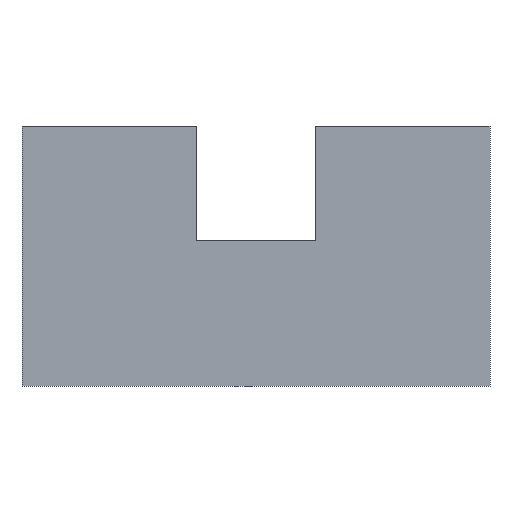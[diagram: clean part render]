
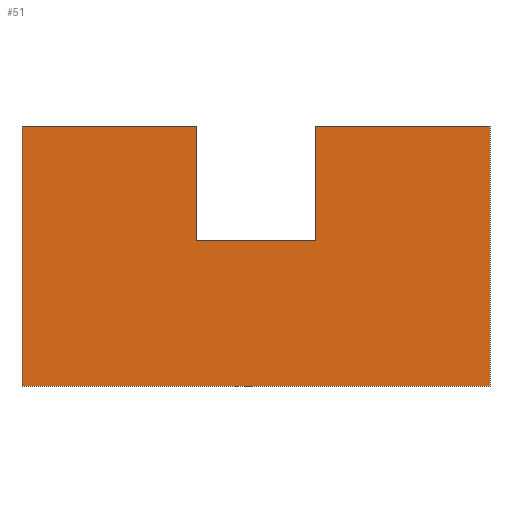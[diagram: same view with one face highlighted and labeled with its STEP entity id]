
A CAD part, front view. The second image highlights one B-rep face of the part: STEP entity #51.
In plain terms, the highlighted planar face has unit normal (0, -1, 0).
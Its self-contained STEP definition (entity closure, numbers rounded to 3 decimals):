
#51=ADVANCED_FACE('',(#97),#98,.T.);
#97=FACE_OUTER_BOUND('',#135,.T.);
#98=PLANE('',#136);
#135=EDGE_LOOP('',(#207,#208,#209,#210,#211,#212,#213,#214));
#136=AXIS2_PLACEMENT_3D('',#215,#216,#217);
#207=ORIENTED_EDGE('',*,*,#232,.F.);
#208=ORIENTED_EDGE('',*,*,#261,.F.);
#209=ORIENTED_EDGE('',*,*,#257,.F.);
#210=ORIENTED_EDGE('',*,*,#253,.F.);
#211=ORIENTED_EDGE('',*,*,#249,.F.);
#212=ORIENTED_EDGE('',*,*,#245,.F.);
#213=ORIENTED_EDGE('',*,*,#241,.F.);
#214=ORIENTED_EDGE('',*,*,#237,.F.);
#215=CARTESIAN_POINT('',(0.,0.0,12.67));
#216=DIRECTION('',(0.0,-1.0,0.0));
#217=DIRECTION('',(1.0,0.0,0.0));
#232=EDGE_CURVE('',#267,#268,#269,.T.);
#237=EDGE_CURVE('',#268,#276,#277,.T.);
#241=EDGE_CURVE('',#276,#282,#283,.T.);
#245=EDGE_CURVE('',#282,#288,#289,.T.);
#249=EDGE_CURVE('',#288,#294,#295,.T.);
#253=EDGE_CURVE('',#294,#300,#301,.T.);
#257=EDGE_CURVE('',#300,#306,#307,.T.);
#261=EDGE_CURVE('',#306,#267,#312,.T.);
#267=VERTEX_POINT('',#318);
#268=VERTEX_POINT('',#319);
#269=LINE('',#320,#321);
#276=VERTEX_POINT('',#331);
#277=LINE('',#332,#333);
#282=VERTEX_POINT('',#340);
#283=LINE('',#341,#342);
#288=VERTEX_POINT('',#349);
#289=LINE('',#350,#351);
#294=VERTEX_POINT('',#358);
#295=LINE('',#359,#360);
#300=VERTEX_POINT('',#367);
#301=LINE('',#368,#369);
#306=VERTEX_POINT('',#376);
#307=LINE('',#377,#378);
#312=LINE('',#385,#386);
#318=CARTESIAN_POINT('',(5.75,0.0,14.0));
#319=CARTESIAN_POINT('',(5.75,0.0,25.0));
#320=CARTESIAN_POINT('',(5.75,0.0,14.0));
#321=VECTOR('',#392,1.0);
#331=CARTESIAN_POINT('',(22.5,0.0,25.0));
#332=CARTESIAN_POINT('',(5.75,0.0,25.0));
#333=VECTOR('',#396,1.0);
#340=CARTESIAN_POINT('',(22.5,0.0,0.0));
#341=CARTESIAN_POINT('',(22.5,0.0,25.0));
#342=VECTOR('',#399,1.0);
#349=CARTESIAN_POINT('',(-22.5,0.0,0.0));
#350=CARTESIAN_POINT('',(22.5,0.0,0.0));
#351=VECTOR('',#402,1.0);
#358=CARTESIAN_POINT('',(-22.5,0.0,25.0));
#359=CARTESIAN_POINT('',(-22.5,0.0,0.0));
#360=VECTOR('',#405,1.0);
#367=CARTESIAN_POINT('',(-5.75,0.0,25.0));
#368=CARTESIAN_POINT('',(-22.5,0.0,25.0));
#369=VECTOR('',#408,1.0);
#376=CARTESIAN_POINT('',(-5.75,0.0,14.0));
#377=CARTESIAN_POINT('',(-5.75,0.0,25.0));
#378=VECTOR('',#411,1.0);
#385=CARTESIAN_POINT('',(-5.75,0.0,14.0));
#386=VECTOR('',#414,1.0);
#392=DIRECTION('',(0.0,0.0,1.0));
#396=DIRECTION('',(1.0,0.0,0.0));
#399=DIRECTION('',(0.0,0.0,-1.0));
#402=DIRECTION('',(-1.0,0.0,0.0));
#405=DIRECTION('',(0.0,0.0,1.0));
#408=DIRECTION('',(1.0,0.0,0.0));
#411=DIRECTION('',(0.0,0.0,-1.0));
#414=DIRECTION('',(1.0,0.0,0.0));
